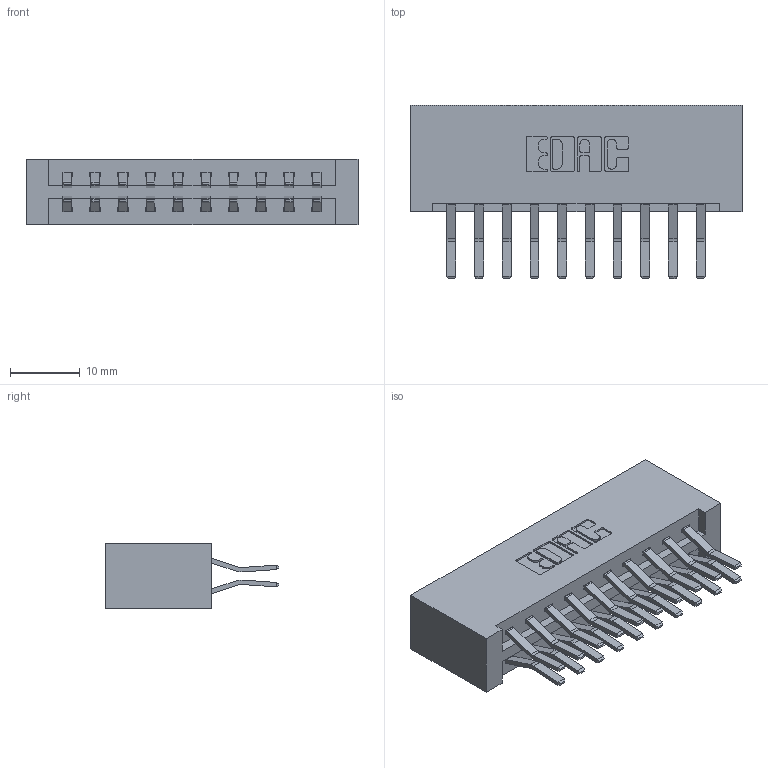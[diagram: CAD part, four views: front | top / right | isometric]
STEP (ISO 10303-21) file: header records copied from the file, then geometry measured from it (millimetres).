
FILE_DESCRIPTION (( 'STEP AP203' ), '1' );
FILE_NAME ('387-020-560-201.STEP', '2019-10-16T16:07:45', ( '' ), ( '' ), 'SwSTEP 2.0', 'SolidWorks 2016', '' );
FILE_SCHEMA (( 'CONFIG_CONTROL_DESIGN' ));
Length unit declared in the file: inch
Products named in the file (3): 387-020-560-201; 337 Part_No Mounting Lugs; 345-292-001_560 Tail
Assembly tree (21 placements, depth 2):
  387-020-560-201
    337 Part_No Mounting Lugs
    345-292-001_560 Tail  x20
Bounding box: 47.5 x 24.78 x 9.4 mm (x, y, z)
Volume: 5471.6 mm3; surface area: 6310.3 mm2
Topology: 21 solids, 21 shells, 1226 faces, 3627 edges, 2390 vertices
Faces by surface type: plane 826, cylinder 400
Entity records: 11703 total; most frequent: CARTESIAN_POINT 1998, ORIENTED_EDGE 1934, DIRECTION 1755, EDGE_CURVE 967, VECTOR 843, LINE 843, VERTEX_POINT 642, AXIS2_PLACEMENT_3D 456
